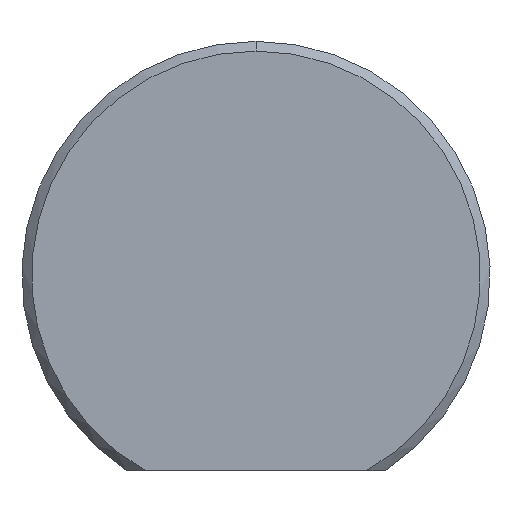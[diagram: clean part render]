
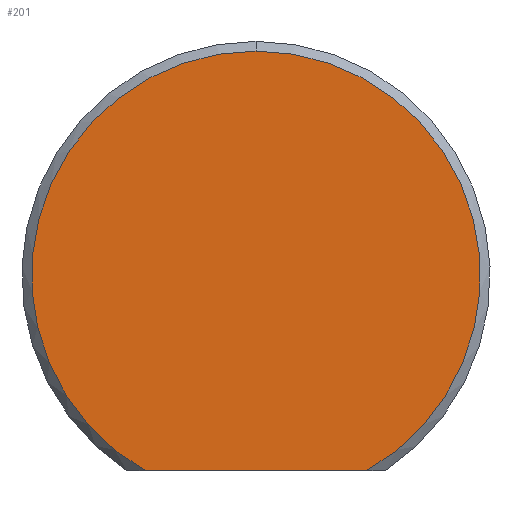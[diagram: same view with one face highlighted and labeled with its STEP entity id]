
A CAD part, front view. The second image highlights one B-rep face of the part: STEP entity #201.
In plain terms, the highlighted planar face has unit normal (0, -1, 0).
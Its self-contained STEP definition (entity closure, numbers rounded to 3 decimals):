
#7 = EDGE_LOOP ( 'NONE', ( #110, #14, #59 ) ) ;
#14 = ORIENTED_EDGE ( 'NONE', *, *, #171, .T. ) ;
#27 = EDGE_CURVE ( 'NONE', #210, #134, #97, .T. ) ;
#30 = DIRECTION ( 'NONE',  ( 0., 0., 1. ) ) ;
#42 = EDGE_CURVE ( 'NONE', #134, #157, #66, .T. ) ;
#58 = CARTESIAN_POINT ( 'NONE',  ( 0., 0., 2.875 ) ) ;
#59 = ORIENTED_EDGE ( 'NONE', *, *, #27, .T. ) ;
#66 = LINE ( 'NONE', #269, #122 ) ;
#94 = AXIS2_PLACEMENT_3D ( 'NONE', #125, #104, #30 ) ;
#97 = CIRCLE ( 'NONE', #94, 2.875 ) ;
#104 = DIRECTION ( 'NONE',  ( 0., -1., 0. ) ) ;
#106 = CIRCLE ( 'NONE', #166, 2.875 ) ;
#110 = ORIENTED_EDGE ( 'NONE', *, *, #42, .T. ) ;
#112 = DIRECTION ( 'NONE',  ( 0., 0., 1. ) ) ;
#122 = VECTOR ( 'NONE', #267, 1000. ) ;
#125 = CARTESIAN_POINT ( 'NONE',  ( 0., 0., 0. ) ) ;
#132 = CARTESIAN_POINT ( 'NONE',  ( 1.42, 0., -2.5 ) ) ;
#134 = VERTEX_POINT ( 'NONE', #174 ) ;
#153 = AXIS2_PLACEMENT_3D ( 'NONE', #212, #188, #211 ) ;
#157 = VERTEX_POINT ( 'NONE', #132 ) ;
#166 = AXIS2_PLACEMENT_3D ( 'NONE', #176, #191, #112 ) ;
#171 = EDGE_CURVE ( 'NONE', #157, #210, #106, .T. ) ;
#174 = CARTESIAN_POINT ( 'NONE',  ( -1.42, 0., -2.5 ) ) ;
#176 = CARTESIAN_POINT ( 'NONE',  ( 0., 0., 0. ) ) ;
#185 = FACE_OUTER_BOUND ( 'NONE', #7, .T. ) ;
#188 = DIRECTION ( 'NONE',  ( 0., 1., 0. ) ) ;
#191 = DIRECTION ( 'NONE',  ( 0., -1., 0. ) ) ;
#201 = ADVANCED_FACE ( 'NONE', ( #185 ), #277, .F. ) ;
#210 = VERTEX_POINT ( 'NONE', #58 ) ;
#211 = DIRECTION ( 'NONE',  ( 0., 0., 1. ) ) ;
#212 = CARTESIAN_POINT ( 'NONE',  ( 0., 0., 0. ) ) ;
#267 = DIRECTION ( 'NONE',  ( 1., 0., 0. ) ) ;
#269 = CARTESIAN_POINT ( 'NONE',  ( 0., 0., -2.5 ) ) ;
#277 = PLANE ( 'NONE',  #153 ) ;
